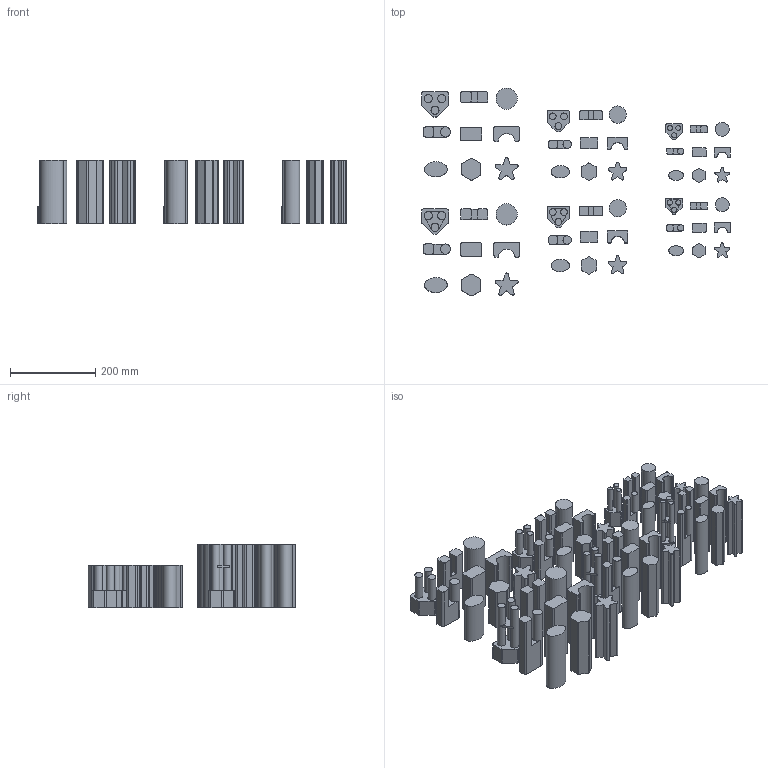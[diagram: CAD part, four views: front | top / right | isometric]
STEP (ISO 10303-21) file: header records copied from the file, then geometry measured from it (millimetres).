
FILE_DESCRIPTION(/* description */ (''),/* implementation_level */ '2;1');
FILE_NAME(/* name */ 'Pegs.step',/* time_stamp */ '2023-06-12T14:17:25-07:00',/* author */ (''),/* organization */ (''),/* preprocessor_version */ 'ST-DEVELOPER v19.2',/* originating_system */ 'Autodesk Translation Framework v12.6.0.85',/* authorisation */ '');
FILE_SCHEMA (('AUTOMOTIVE_DESIGN { 1 0 10303 214 3 1 1 }'));
Length unit declared in the file: millimetre
Products named in the file (1): Pegs
Bounding box: 725.44 x 488.21 x 150 mm (x, y, z)
Volume: 7195723.6 mm3; surface area: 1080770.4 mm2
Topology: 54 solids, 54 shells, 687 faces, 1710 edges, 1140 vertices
Faces by surface type: plane 411, cylinder 270, bspline 6
Full cylindrical faces by diameter (mm): 12 x6, 15 x2, 15.84 x6, 19.008 x6, 19.8 x2, 23.76 x2, 32.432 x2, 40.32 x2, 49.805 x2
Entity records: 20716 total; most frequent: DIRECTION 3668, CARTESIAN_POINT 3640, ORIENTED_EDGE 3420, EDGE_CURVE 1710, AXIS2_PLACEMENT_3D 1276, VERTEX_POINT 1140, LINE 1116, VECTOR 1116
